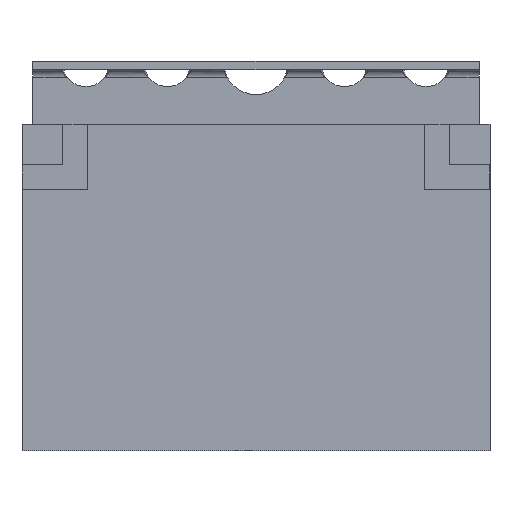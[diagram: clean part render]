
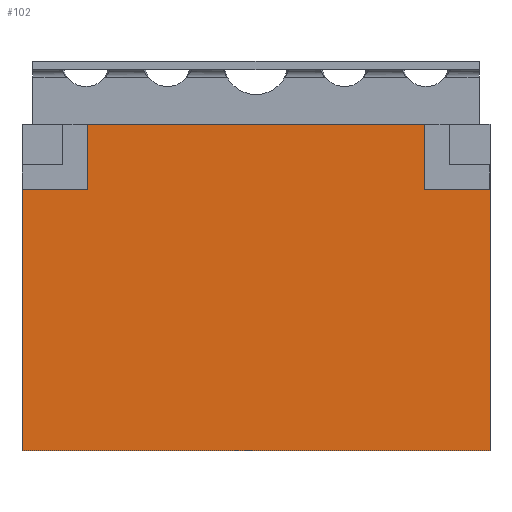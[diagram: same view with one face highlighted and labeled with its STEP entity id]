
A CAD part, front view. The second image highlights one B-rep face of the part: STEP entity #102.
In plain terms, the highlighted planar face has unit normal (0, -1, 0).
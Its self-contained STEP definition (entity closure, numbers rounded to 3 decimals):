
#102=ADVANCED_FACE('',(#3573),#3575,.F.);
#3573=FACE_BOUND('',#3574,.T.);
#3574=EDGE_LOOP('',(#9739,#9740,#9741,#9742,#9743,#9744,#9745,#9746));
#3575=PLANE('',#3576);
#3576=AXIS2_PLACEMENT_3D('',#3577,#3578,#3579);
#3577=CARTESIAN_POINT('',(-8.6,-2.6,12.));
#3578=DIRECTION('',(0.,1.,0.));
#3579=DIRECTION('',(-1.,0.,0.));
#9739=ORIENTED_EDGE('',*,*,#11797,.F.);
#9740=ORIENTED_EDGE('',*,*,#11769,.F.);
#9741=ORIENTED_EDGE('',*,*,#11798,.F.);
#9742=ORIENTED_EDGE('',*,*,#11799,.F.);
#9743=ORIENTED_EDGE('',*,*,#11788,.T.);
#9744=ORIENTED_EDGE('',*,*,#11800,.T.);
#9745=ORIENTED_EDGE('',*,*,#11801,.F.);
#9746=ORIENTED_EDGE('',*,*,#11802,.F.);
#11769=EDGE_CURVE('',#12806,#12808,#12809,.T.);
#11788=EDGE_CURVE('',#12844,#12842,#12845,.T.);
#11797=EDGE_CURVE('',#12808,#12859,#12860,.T.);
#11798=EDGE_CURVE('',#12861,#12806,#12862,.T.);
#11799=EDGE_CURVE('',#12844,#12861,#12863,.T.);
#11800=EDGE_CURVE('',#12842,#12864,#12865,.T.);
#11801=EDGE_CURVE('',#12866,#12864,#12867,.T.);
#11802=EDGE_CURVE('',#12859,#12866,#12868,.T.);
#12806=VERTEX_POINT('',#14519);
#12808=VERTEX_POINT('',#14523);
#12809=LINE('',#14524,#14525);
#12842=VERTEX_POINT('',#14593);
#12844=VERTEX_POINT('',#14597);
#12845=LINE('',#14598,#14599);
#12859=VERTEX_POINT('',#14630);
#12860=LINE('',#14631,#14632);
#12861=VERTEX_POINT('',#14634);
#12862=LINE('',#14635,#14636);
#12863=LINE('',#14638,#14639);
#12864=VERTEX_POINT('',#14641);
#12865=LINE('',#14642,#14643);
#12866=VERTEX_POINT('',#14645);
#12867=LINE('',#14646,#14647);
#12868=LINE('',#14649,#14650);
#14519=CARTESIAN_POINT('',(-6.2,-2.6,12.));
#14523=CARTESIAN_POINT('',(6.2,-2.6,12.));
#14524=CARTESIAN_POINT('',(-6.2,-2.6,12.));
#14525=VECTOR('',#14526,1.);
#14526=DIRECTION('',(1.,0.,0.));
#14593=CARTESIAN_POINT('',(-8.6,-2.6,0.));
#14597=CARTESIAN_POINT('',(-8.6,-2.6,9.6));
#14598=CARTESIAN_POINT('',(-8.6,-2.6,9.6));
#14599=VECTOR('',#14600,1.);
#14600=DIRECTION('',(0.,0.,-1.));
#14630=CARTESIAN_POINT('',(6.2,-2.6,9.6));
#14631=CARTESIAN_POINT('',(6.2,-2.6,12.));
#14632=VECTOR('',#14633,1.);
#14633=DIRECTION('',(0.,0.,-1.));
#14634=CARTESIAN_POINT('',(-6.2,-2.6,9.6));
#14635=CARTESIAN_POINT('',(-6.2,-2.6,9.6));
#14636=VECTOR('',#14637,1.);
#14637=DIRECTION('',(0.,0.,1.));
#14638=CARTESIAN_POINT('',(-8.6,-2.6,9.6));
#14639=VECTOR('',#14640,1.);
#14640=DIRECTION('',(1.,0.,0.));
#14641=CARTESIAN_POINT('',(8.6,-2.6,0.));
#14642=CARTESIAN_POINT('',(-8.6,-2.6,0.));
#14643=VECTOR('',#14644,1.);
#14644=DIRECTION('',(1.,0.,0.));
#14645=CARTESIAN_POINT('',(8.6,-2.6,9.6));
#14646=CARTESIAN_POINT('',(8.6,-2.6,9.6));
#14647=VECTOR('',#14648,1.);
#14648=DIRECTION('',(0.,0.,-1.));
#14649=CARTESIAN_POINT('',(6.2,-2.6,9.6));
#14650=VECTOR('',#14651,1.);
#14651=DIRECTION('',(1.,0.,0.));
